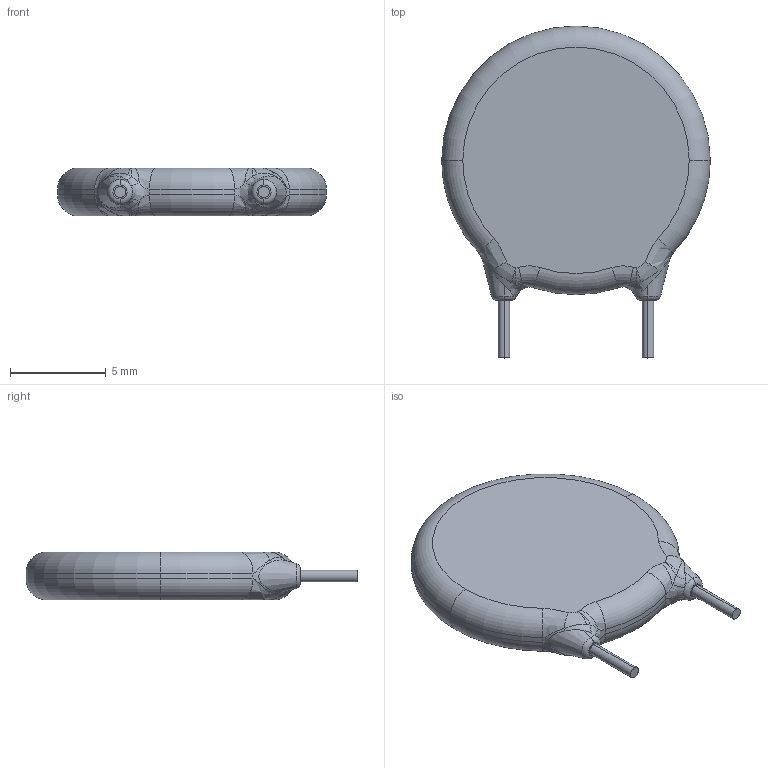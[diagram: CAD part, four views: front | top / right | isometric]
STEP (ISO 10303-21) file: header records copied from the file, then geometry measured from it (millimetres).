
FILE_DESCRIPTION (( 'STEP AP214' ), '1' );
FILE_NAME ('User Library-capdisc_D14_F7p5_H14p3.STEP', '2022-06-15T00:47:28', ( '' ), ( '' ), 'SwSTEP 2.0', 'SolidWorks 2021', '' );
FILE_SCHEMA (( 'AUTOMOTIVE_DESIGN' ));
Length unit declared in the file: millimetre
Products named in the file (1): User Library-capdisc_D14_F7p5_H14p3
Bounding box: 14 x 17.3 x 2.5 mm (x, y, z)
Volume: 372.9 mm3; surface area: 398.3 mm2
Topology: 1 solids, 1 shells, 64 faces, 148 edges, 84 vertices
Faces by surface type: bspline 32, torus 12, cylinder 8, cone 6, plane 6
Entity records: 4142 total; most frequent: CARTESIAN_POINT 2179, ORIENTED_EDGE 288, DIRECTION 216, EDGE_CURVE 144, AXIS2_PLACEMENT_3D 103, VERTEX_POINT 84, CIRCLE 70, UNCERTAINTY_MEASURE_WITH_UNIT 67
